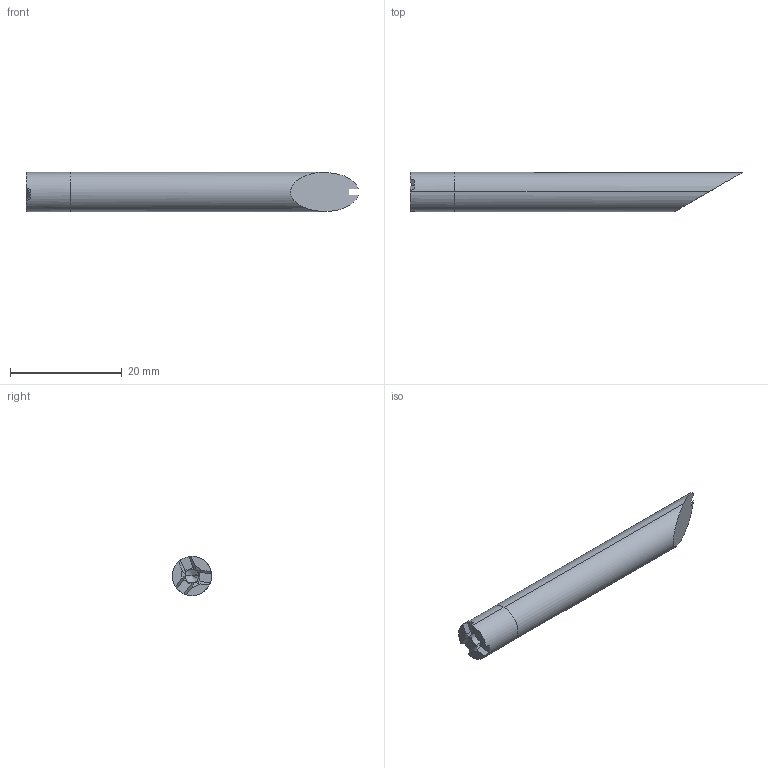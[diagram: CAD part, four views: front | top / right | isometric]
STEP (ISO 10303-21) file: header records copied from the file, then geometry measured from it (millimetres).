
FILE_DESCRIPTION (( 'STEP AP203' ), '1' );
FILE_NAME ('276.007.010.STEP', '2024-09-02T11:30:10', ( '' ), ( '' ), 'SwSTEP 2.0', 'SolidWorks 2022', '' );
FILE_SCHEMA (( 'CONFIG_CONTROL_DESIGN' ));
Length unit declared in the file: millimetre
Products named in the file (3): 276.007.010; D10.A07.35 HM; D10.A07.35 HM_2
Assembly tree (2 placements, depth 2):
  276.007.010
    D10.A07.35 HM_2
    D10.A07.35 HM
Bounding box: 59.32 x 7 x 7 mm (x, y, z)
Volume: 1958.8 mm3; surface area: 1477.4 mm2
Topology: 2 solids, 2 shells, 41 faces, 108 edges, 69 vertices
Faces by surface type: plane 18, cylinder 15, bspline 6, cone 2
Entity records: 1653 total; most frequent: CARTESIAN_POINT 434, ORIENTED_EDGE 212, DIRECTION 172, EDGE_CURVE 106, VERTEX_POINT 69, AXIS2_PLACEMENT_3D 65, EDGE_LOOP 43, VECTOR 42
